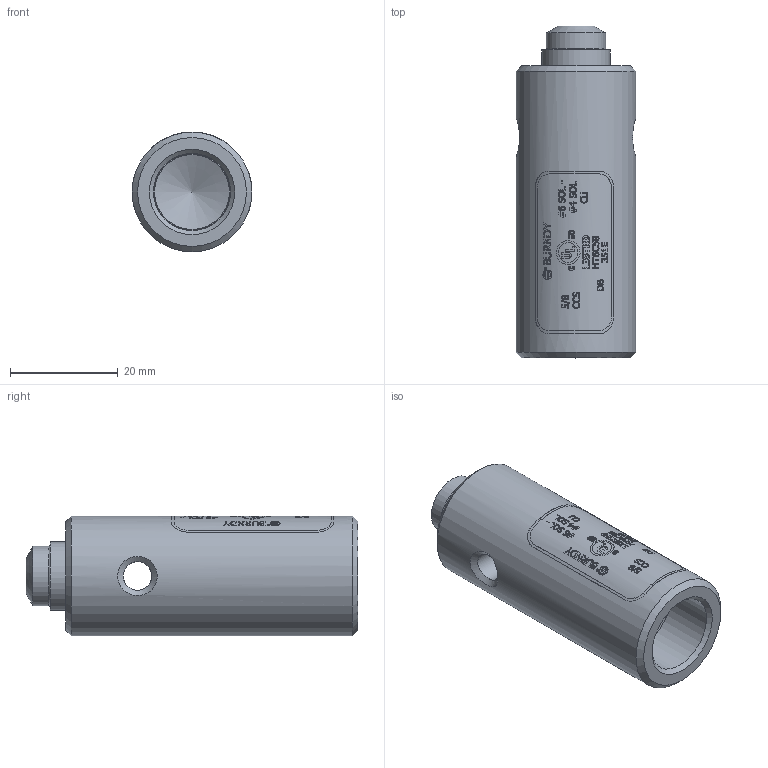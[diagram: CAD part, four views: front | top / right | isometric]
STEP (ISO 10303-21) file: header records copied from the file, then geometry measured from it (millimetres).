
FILE_DESCRIPTION(/* description */ ('BURNDY GROUND TAP CONNECTOR'),/* implementation_level */ '2;1');
FILE_NAME(/* name */ '50130842.stp',/* time_stamp */ '2025-01-15T16:30:17-05:00',/* author */ ('bellis'),/* organization */ (''),/* preprocessor_version */ 'ST-DEVELOPER v18.1',/* originating_system */ 'Autodesk Inventor 2022',/* authorisation */ '');
FILE_SCHEMA (('AUTOMOTIVE_DESIGN { 1 0 10303 214 3 1 1 }'));
Length unit declared in the file: inch
Products named in the file (3): 50130842; 50130844; 50130846
Assembly tree (2 placements, depth 2):
  50130842
    50130844
    50130846
Bounding box: 22.23 x 61.6 x 22.23 mm (x, y, z)
Volume: 15642.5 mm3; surface area: 7364.3 mm2
Topology: 2 solids, 2 shells, 920 faces, 2508 edges, 1670 vertices
Faces by surface type: bspline 459, plane 364, cylinder 87, cone 9, torus 1
Full cylindrical faces by diameter (mm): 5.309 x2, 10.998 x1, 12.446 x1, 12.573 x1, 12.7 x1, 14.046 x1, 14.173 x1, 14.3 x1, 22.225 x1
Entity records: 40754 total; most frequent: CARTESIAN_POINT 20192, ORIENTED_EDGE 5012, DIRECTION 2871, EDGE_CURVE 2506, VERTEX_POINT 1670, LINE 1215, VECTOR 1215, EDGE_LOOP 1004
